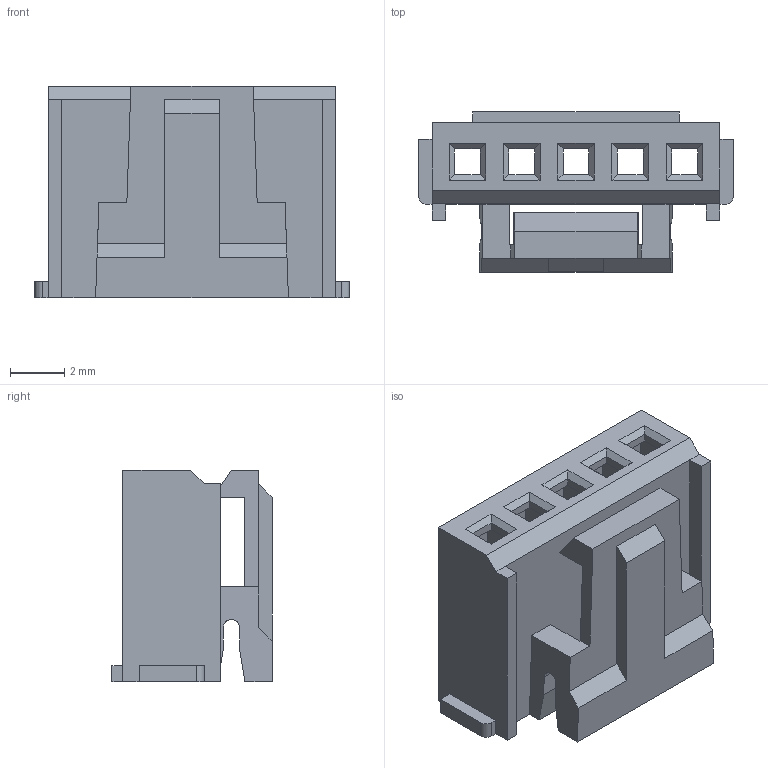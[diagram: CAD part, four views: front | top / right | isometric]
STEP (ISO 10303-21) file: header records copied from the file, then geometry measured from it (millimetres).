
FILE_DESCRIPTION((''),'2;1');
FILE_NAME('FHG20005-4P','2024-02-20T',('工程三'),(''),'PRO/ENGINEER BY PARAMETRIC TECHNOLOGY CORPORATION, 2010280','PRO/ENGINEER BY PARAMETRIC TECHNOLOGY CORPORATION, 2010280','');
FILE_SCHEMA(('CONFIG_CONTROL_DESIGN'));
Length unit declared in the file: millimetre
Products named in the file (1): FHG20005-4P
Bounding box: 11.6 x 5.9 x 7.8 mm (x, y, z)
Volume: 170.1 mm3; surface area: 706.8 mm2
Topology: 1 solids, 1 shells, 182 faces, 531 edges, 346 vertices
Faces by surface type: plane 178, cylinder 4
Entity records: 5967 total; most frequent: CARTESIAN_POINT 1079, ORIENTED_EDGE 1062, DIRECTION 899, EDGE_CURVE 531, VECTOR 523, LINE 523, VERTEX_POINT 346, EDGE_LOOP 199
